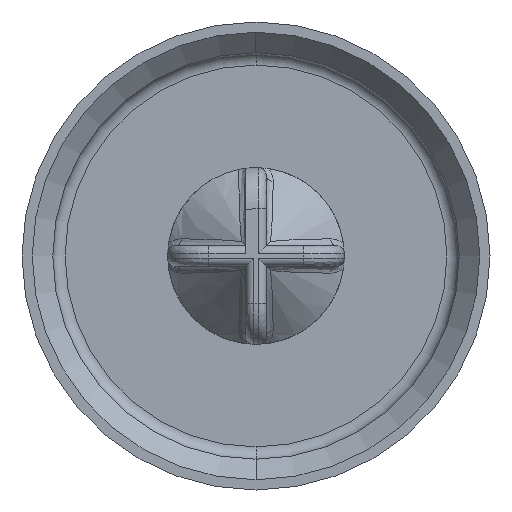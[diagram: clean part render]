
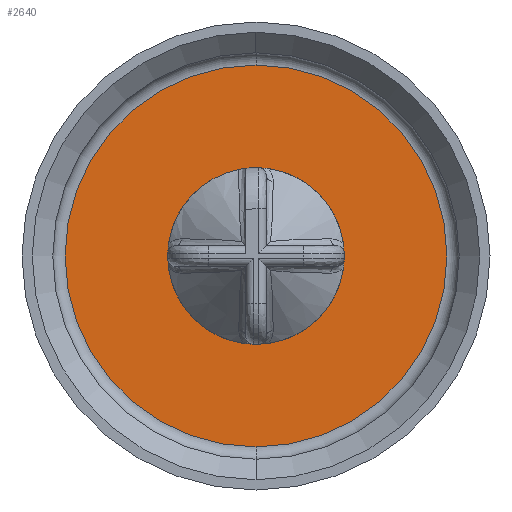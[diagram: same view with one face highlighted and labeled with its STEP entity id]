
A CAD part, left-side view. The second image highlights one B-rep face of the part: STEP entity #2640.
In plain terms, the highlighted planar face has unit normal (-1, 0, 0).
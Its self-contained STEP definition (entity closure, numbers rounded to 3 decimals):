
#486=CARTESIAN_POINT('',(-2.,0.,0.));
#487=DIRECTION('',(1.,0.,0.));
#488=DIRECTION('',(0.,0.,1.));
#489=AXIS2_PLACEMENT_3D('',#486,#487,#488);
#491=CARTESIAN_POINT('',(-2.,0.,0.));
#492=DIRECTION('',(1.,0.,0.));
#493=DIRECTION('',(0.,0.,-1.));
#494=AXIS2_PLACEMENT_3D('',#491,#492,#493);
#496=CARTESIAN_POINT('',(-2.,0.,0.));
#497=DIRECTION('',(-1.,0.,0.));
#498=DIRECTION('',(0.,0.,1.));
#499=AXIS2_PLACEMENT_3D('',#496,#497,#498);
#501=CARTESIAN_POINT('',(-2.,0.,0.));
#502=DIRECTION('',(-1.,0.,0.));
#503=DIRECTION('',(0.,0.,-1.));
#504=AXIS2_PLACEMENT_3D('',#501,#502,#503);
#1812=CARTESIAN_POINT('',(-2.,0.,-4.65));
#1813=VERTEX_POINT('',#1812);
#1814=CARTESIAN_POINT('',(-2.,0.,4.65));
#1815=VERTEX_POINT('',#1814);
#1848=CARTESIAN_POINT('',(-2.,0.,2.15));
#1849=CARTESIAN_POINT('',(-2.,0.,-2.15));
#1850=VERTEX_POINT('',#1848);
#1851=VERTEX_POINT('',#1849);
#2624=CARTESIAN_POINT('',(-2.,0.,0.));
#2625=DIRECTION('',(-1.,0.,0.));
#2626=DIRECTION('',(0.,0.,1.));
#2627=AXIS2_PLACEMENT_3D('',#2624,#2625,#2626);
#2628=PLANE('',#2627);
#2630=ORIENTED_EDGE('',*,*,#2629,.T.);
#2631=ORIENTED_EDGE('',*,*,#2614,.T.);
#2632=EDGE_LOOP('',(#2630,#2631));
#2633=FACE_OUTER_BOUND('',#2632,.F.);
#2635=ORIENTED_EDGE('',*,*,#2634,.T.);
#2637=ORIENTED_EDGE('',*,*,#2636,.T.);
#2638=EDGE_LOOP('',(#2635,#2637));
#2639=FACE_BOUND('',#2638,.F.);
#2640=ADVANCED_FACE('',(#2633,#2639),#2628,.T.);
#490=CIRCLE('',#489,4.65);
#495=CIRCLE('',#494,4.65);
#500=CIRCLE('',#499,2.15);
#505=CIRCLE('',#504,2.15);
#2614=EDGE_CURVE('',#1813,#1815,#495,.T.);
#2629=EDGE_CURVE('',#1815,#1813,#490,.T.);
#2634=EDGE_CURVE('',#1850,#1851,#500,.T.);
#2636=EDGE_CURVE('',#1851,#1850,#505,.T.);
